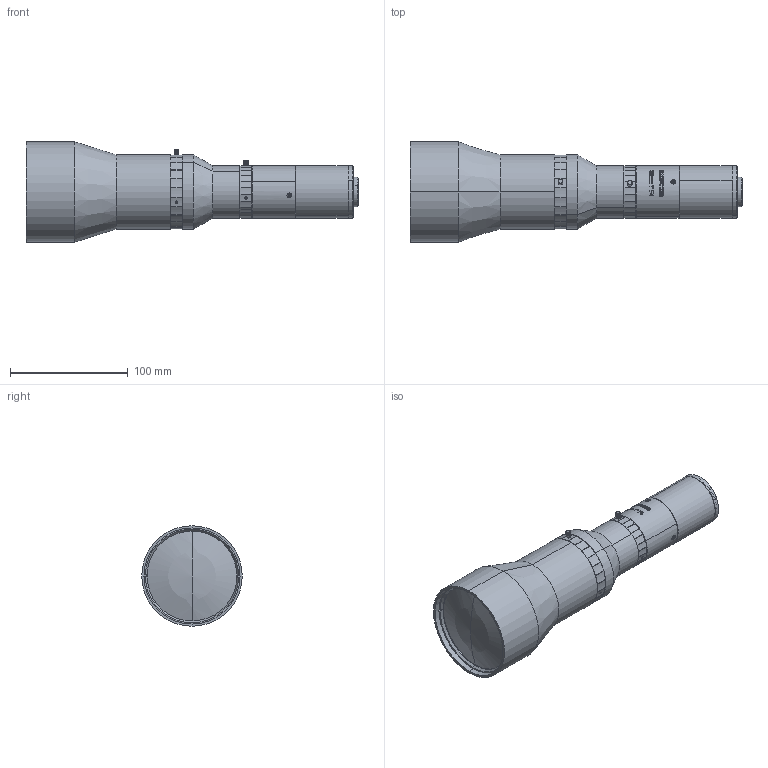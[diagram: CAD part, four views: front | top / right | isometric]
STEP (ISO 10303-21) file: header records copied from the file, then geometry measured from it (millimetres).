
FILE_DESCRIPTION (( 'STEP AP214' ), '1' );
FILE_NAME ('600074喜渡陔.STEP', '2024-11-08T01:24:08', ( '' ), ( '' ), 'SwSTEP 2.0', 'SolidWorks 2022', '' );
FILE_SCHEMA (( 'AUTOMOTIVE_DESIGN' ));
Length unit declared in the file: millimetre
Products named in the file (15): CA0010L1-A01__P0010A01.STEP; P0009W05.STEP; P0009I01.STEP; CA0010L1-A03__P0010A03.STEP; M2X3 GB________.STEP; CA0010L1-E06__ P0010E06.STEP; P0010I02.STEP; CA0010L1-W01__P0010W01.STEP; CA0010L1-E01__ P0010E01.STEP; P0009W03.STEP; 600074喜渡陔; CA0010L2-G01 __CT001010.STEP; CA0010L1-A02__P0010A02.STEP; CA0010L1-A04__P0010A04.STEP; 600074喜渡陔.STEP
Assembly tree (20 placements, depth 3):
  600074喜渡陔
    600074喜渡陔.STEP
      CA0010L1-A01__P0010A01.STEP
      CA0010L1-A02__P0010A02.STEP
      CA0010L1-A04__P0010A04.STEP
      P0009I01.STEP
      P0009W05.STEP  x2
      P0010I02.STEP
      CA0010L1-A03__P0010A03.STEP
      CA0010L1-W01__P0010W01.STEP
      M2X3 GB________.STEP  x3
      P0009W03.STEP  x4
      CA0010L1-E06__ P0010E06.STEP
      CA0010L2-G01 __CT001010.STEP
      CA0010L1-E01__ P0010E01.STEP
Bounding box: 281.42 x 85.2 x 85.2 mm (x, y, z)
Volume: 225019.3 mm3; surface area: 157626.7 mm2
Topology: 19 solids, 19 shells, 1248 faces, 3316 edges, 2176 vertices
Faces by surface type: plane 426, cylinder 398, bspline 246, cone 158, torus 16, sphere 4
Entity records: 43838 total; most frequent: CARTESIAN_POINT 19977, ORIENTED_EDGE 5320, DIRECTION 4082, EDGE_CURVE 2660, VERTEX_POINT 1744, AXIS2_PLACEMENT_3D 1629, EDGE_LOOP 1150, FACE_OUTER_BOUND 1007
